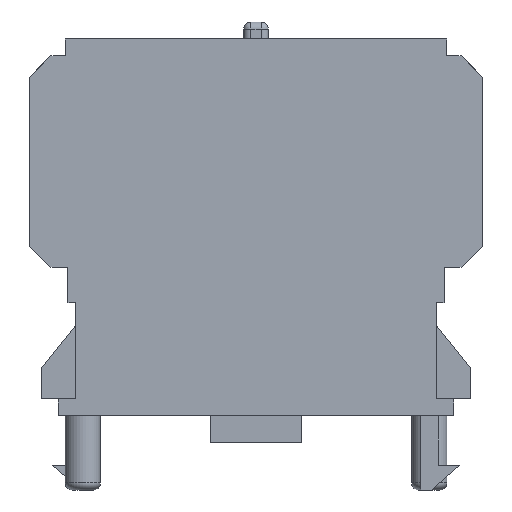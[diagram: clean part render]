
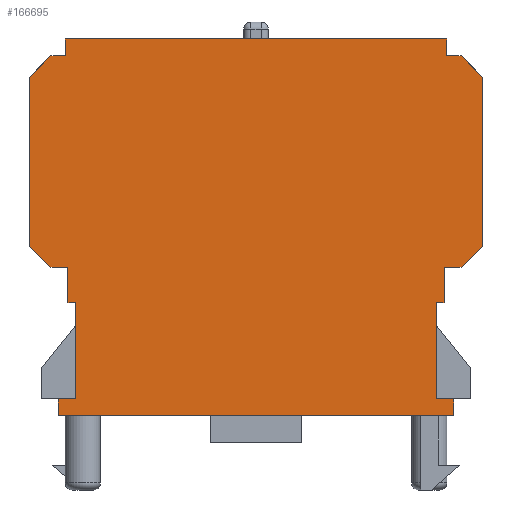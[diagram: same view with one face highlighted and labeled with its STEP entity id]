
A CAD part, left-side view. The second image highlights one B-rep face of the part: STEP entity #166695.
In plain terms, the highlighted planar face has unit normal (-1, 0, 0).
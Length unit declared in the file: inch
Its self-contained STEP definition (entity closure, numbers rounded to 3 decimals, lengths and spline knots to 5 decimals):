
#34358=CARTESIAN_POINT('',(-0.72343,-0.50197,-0.15945));
#34359=VERTEX_POINT('',#34358);
#34366=CARTESIAN_POINT('',(-0.72343,-0.55118,-0.15945));
#34367=VERTEX_POINT('',#34366);
#34368=CARTESIAN_POINT('',(-0.72343,-0.50197,-0.15945));
#34369=DIRECTION('',(0.0,-1.0,0.0));
#34370=VECTOR('',#34369,0.04921);
#34371=LINE('',#34368,#34370);
#34372=EDGE_CURVE('',#34359,#34367,#34371,.T.);
#34902=CARTESIAN_POINT('',(-0.72343,0.55118,-0.15945));
#34903=VERTEX_POINT('',#34902);
#34910=CARTESIAN_POINT('',(-0.72343,0.50197,-0.15945));
#34911=VERTEX_POINT('',#34910);
#34912=CARTESIAN_POINT('',(-0.72343,0.50197,-0.15945));
#34913=DIRECTION('',(0.0,1.0,0.0));
#34914=VECTOR('',#34913,0.04921);
#34915=LINE('',#34912,#34914);
#34916=EDGE_CURVE('',#34911,#34903,#34915,.T.);
#89527=CARTESIAN_POINT('',(-0.72343,-0.5315,0.84252));
#89528=VERTEX_POINT('',#89527);
#89529=CARTESIAN_POINT('',(-0.72343,0.5315,0.84252));
#89530=VERTEX_POINT('',#89529);
#89531=CARTESIAN_POINT('',(-0.72343,-0.5315,0.84252));
#89532=DIRECTION('',(0.0,1.0,0.0));
#89533=VECTOR('',#89532,1.06299);
#89534=LINE('',#89531,#89533);
#89535=EDGE_CURVE('',#89528,#89530,#89534,.T.);
#102053=CARTESIAN_POINT('',(-0.72343,0.5315,0.79528));
#102054=VERTEX_POINT('',#102053);
#102061=CARTESIAN_POINT('',(-0.72343,0.5315,0.84252));
#102062=DIRECTION('',(0.0,0.0,-1.0));
#102063=VECTOR('',#102062,0.04724);
#102064=LINE('',#102061,#102063);
#102065=EDGE_CURVE('',#89530,#102054,#102064,.T.);
#102076=CARTESIAN_POINT('',(-0.72343,-0.5315,0.79528));
#102077=VERTEX_POINT('',#102076);
#102078=CARTESIAN_POINT('',(-0.72343,-0.5315,0.84252));
#102079=DIRECTION('',(0.0,0.0,-1.0));
#102080=VECTOR('',#102079,0.04724);
#102081=LINE('',#102078,#102080);
#102082=EDGE_CURVE('',#89528,#102077,#102081,.T.);
#102263=CARTESIAN_POINT('',(-0.72343,-0.57087,0.79528));
#102264=VERTEX_POINT('',#102263);
#102265=CARTESIAN_POINT('',(-0.72343,-0.57087,0.79528));
#102266=DIRECTION('',(0.0,1.0,0.0));
#102267=VECTOR('',#102266,0.03937);
#102268=LINE('',#102265,#102267);
#102269=EDGE_CURVE('',#102264,#102077,#102268,.T.);
#102326=CARTESIAN_POINT('',(-0.72343,0.57087,0.79528));
#102327=VERTEX_POINT('',#102326);
#102334=CARTESIAN_POINT('',(-0.72343,0.5315,0.79528));
#102335=DIRECTION('',(0.0,1.0,0.0));
#102336=VECTOR('',#102335,0.03937);
#102337=LINE('',#102334,#102336);
#102338=EDGE_CURVE('',#102054,#102327,#102337,.T.);
#143799=CARTESIAN_POINT('',(-0.72343,0.52362,0.20669));
#143800=VERTEX_POINT('',#143799);
#143809=CARTESIAN_POINT('',(-0.72343,0.57087,0.20669));
#143810=VERTEX_POINT('',#143809);
#143811=CARTESIAN_POINT('',(-0.72343,0.57087,0.20669));
#143812=DIRECTION('',(0.0,-1.0,0.0));
#143813=VECTOR('',#143812,0.04724);
#143814=LINE('',#143811,#143813);
#143815=EDGE_CURVE('',#143810,#143800,#143814,.T.);
#143963=CARTESIAN_POINT('',(-0.72343,0.62992,0.73622));
#143964=VERTEX_POINT('',#143963);
#143965=CARTESIAN_POINT('',(-0.72343,0.62992,0.73622));
#143966=DIRECTION('',(0.0,-0.707,0.707));
#143967=VECTOR('',#143966,0.08352);
#143968=LINE('',#143965,#143967);
#143969=EDGE_CURVE('',#143964,#102327,#143968,.T.);
#144059=CARTESIAN_POINT('',(-0.72343,0.62992,0.26575));
#144060=VERTEX_POINT('',#144059);
#144067=CARTESIAN_POINT('',(-0.72343,0.62992,0.26575));
#144068=DIRECTION('',(0.0,0.0,1.0));
#144069=VECTOR('',#144068,0.47047);
#144070=LINE('',#144067,#144069);
#144071=EDGE_CURVE('',#144060,#143964,#144070,.T.);
#144081=CARTESIAN_POINT('',(-0.72343,0.57087,0.20669));
#144082=DIRECTION('',(0.0,0.707,0.707));
#144083=VECTOR('',#144082,0.08352);
#144084=LINE('',#144081,#144083);
#144085=EDGE_CURVE('',#143810,#144060,#144084,.T.);
#145111=CARTESIAN_POINT('',(-0.72343,-0.62992,0.73622));
#145112=VERTEX_POINT('',#145111);
#145113=CARTESIAN_POINT('',(-0.72343,-0.57087,0.79528));
#145114=DIRECTION('',(0.0,-0.707,-0.707));
#145115=VECTOR('',#145114,0.08352);
#145116=LINE('',#145113,#145115);
#145117=EDGE_CURVE('',#102264,#145112,#145116,.T.);
#145207=CARTESIAN_POINT('',(-0.72343,-0.62992,0.26575));
#145208=VERTEX_POINT('',#145207);
#145209=CARTESIAN_POINT('',(-0.72343,-0.62992,0.26575));
#145210=DIRECTION('',(0.0,0.0,1.0));
#145211=VECTOR('',#145210,0.47047);
#145212=LINE('',#145209,#145211);
#145213=EDGE_CURVE('',#145208,#145112,#145212,.T.);
#145255=CARTESIAN_POINT('',(-0.72343,-0.57087,0.20669));
#145256=VERTEX_POINT('',#145255);
#145257=CARTESIAN_POINT('',(-0.72343,-0.62992,0.26575));
#145258=DIRECTION('',(0.,0.707,-0.707));
#145259=VECTOR('',#145258,0.08352);
#145260=LINE('',#145257,#145259);
#145261=EDGE_CURVE('',#145208,#145256,#145260,.T.);
#145277=CARTESIAN_POINT('',(-0.72343,-0.52362,0.20669));
#145278=VERTEX_POINT('',#145277);
#145294=CARTESIAN_POINT('',(-0.72343,-0.52362,0.20669));
#145295=DIRECTION('',(0.0,-1.0,0.0));
#145296=VECTOR('',#145295,0.04724);
#145297=LINE('',#145294,#145296);
#145298=EDGE_CURVE('',#145278,#145256,#145297,.T.);
#158933=CARTESIAN_POINT('',(-0.72343,0.50197,0.10827));
#158934=VERTEX_POINT('',#158933);
#158941=CARTESIAN_POINT('',(-0.72343,0.52362,0.10827));
#158942=VERTEX_POINT('',#158941);
#158943=CARTESIAN_POINT('',(-0.72343,0.50197,0.10827));
#158944=DIRECTION('',(0.0,1.0,0.0));
#158945=VECTOR('',#158944,0.02165);
#158946=LINE('',#158943,#158945);
#158947=EDGE_CURVE('',#158934,#158942,#158946,.T.);
#159040=CARTESIAN_POINT('',(-0.72343,-0.55118,-0.20669));
#159041=VERTEX_POINT('',#159040);
#159048=CARTESIAN_POINT('',(-0.72343,0.55118,-0.20669));
#159049=VERTEX_POINT('',#159048);
#159050=CARTESIAN_POINT('',(-0.72343,0.55118,-0.20669));
#159051=DIRECTION('',(0.0,-1.0,0.0));
#159052=VECTOR('',#159051,1.10236);
#159053=LINE('',#159050,#159052);
#159054=EDGE_CURVE('',#159049,#159041,#159053,.T.);
#161943=CARTESIAN_POINT('',(-0.72343,0.52362,0.10827));
#161944=DIRECTION('',(0.0,0.0,1.0));
#161945=VECTOR('',#161944,0.09843);
#161946=LINE('',#161943,#161945);
#161947=EDGE_CURVE('',#158942,#143800,#161946,.T.);
#162108=CARTESIAN_POINT('',(-0.72343,0.55118,-0.20669));
#162109=DIRECTION('',(0.0,0.0,1.0));
#162110=VECTOR('',#162109,0.04724);
#162111=LINE('',#162108,#162110);
#162112=EDGE_CURVE('',#159049,#34903,#162111,.T.);
#162471=CARTESIAN_POINT('',(-0.72343,-0.52362,0.10827));
#162472=VERTEX_POINT('',#162471);
#162479=CARTESIAN_POINT('',(-0.72343,-0.50197,0.10827));
#162480=VERTEX_POINT('',#162479);
#162481=CARTESIAN_POINT('',(-0.72343,-0.50197,0.10827));
#162482=DIRECTION('',(0.0,-1.0,0.0));
#162483=VECTOR('',#162482,0.02165);
#162484=LINE('',#162481,#162483);
#162485=EDGE_CURVE('',#162480,#162472,#162484,.T.);
#163603=CARTESIAN_POINT('',(-0.72343,-0.55118,-0.20669));
#163604=DIRECTION('',(0.0,0.0,1.0));
#163605=VECTOR('',#163604,0.04724);
#163606=LINE('',#163603,#163605);
#163607=EDGE_CURVE('',#159041,#34367,#163606,.T.);
#163683=CARTESIAN_POINT('',(-0.72343,-0.50197,0.10827));
#163684=DIRECTION('',(0.0,0.0,-1.0));
#163685=VECTOR('',#163684,0.26772);
#163686=LINE('',#163683,#163685);
#163687=EDGE_CURVE('',#162480,#34359,#163686,.T.);
#164999=CARTESIAN_POINT('',(-0.72343,-0.52362,0.10827));
#165000=DIRECTION('',(0.0,0.0,1.0));
#165001=VECTOR('',#165000,0.09843);
#165002=LINE('',#164999,#165001);
#165003=EDGE_CURVE('',#162472,#145278,#165002,.T.);
#166659=CARTESIAN_POINT('',(-0.72343,-0.50197,0.0));
#166660=DIRECTION('',(-1.0,0.0,0.0));
#166661=DIRECTION('',(0.0,0.0,1.0));
#166662=AXIS2_PLACEMENT_3D('',#166659,#166660,#166661);
#166663=PLANE('',#166662);
#166664=ORIENTED_EDGE('',*,*,#161947,.F.);
#166665=ORIENTED_EDGE('',*,*,#158947,.F.);
#166666=CARTESIAN_POINT('',(-0.72343,0.50197,-0.15945));
#166667=DIRECTION('',(0.0,0.0,1.0));
#166668=VECTOR('',#166667,0.26772);
#166669=LINE('',#166666,#166668);
#166670=EDGE_CURVE('',#34911,#158934,#166669,.T.);
#166671=ORIENTED_EDGE('',*,*,#166670,.F.);
#166672=ORIENTED_EDGE('',*,*,#34916,.T.);
#166673=ORIENTED_EDGE('',*,*,#162112,.F.);
#166674=ORIENTED_EDGE('',*,*,#159054,.T.);
#166675=ORIENTED_EDGE('',*,*,#163607,.T.);
#166676=ORIENTED_EDGE('',*,*,#34372,.F.);
#166677=ORIENTED_EDGE('',*,*,#163687,.F.);
#166678=ORIENTED_EDGE('',*,*,#162485,.T.);
#166679=ORIENTED_EDGE('',*,*,#165003,.T.);
#166680=ORIENTED_EDGE('',*,*,#145298,.T.);
#166681=ORIENTED_EDGE('',*,*,#145261,.F.);
#166682=ORIENTED_EDGE('',*,*,#145213,.T.);
#166683=ORIENTED_EDGE('',*,*,#145117,.F.);
#166684=ORIENTED_EDGE('',*,*,#102269,.T.);
#166685=ORIENTED_EDGE('',*,*,#102082,.F.);
#166686=ORIENTED_EDGE('',*,*,#89535,.T.);
#166687=ORIENTED_EDGE('',*,*,#102065,.T.);
#166688=ORIENTED_EDGE('',*,*,#102338,.T.);
#166689=ORIENTED_EDGE('',*,*,#143969,.F.);
#166690=ORIENTED_EDGE('',*,*,#144071,.F.);
#166691=ORIENTED_EDGE('',*,*,#144085,.F.);
#166692=ORIENTED_EDGE('',*,*,#143815,.T.);
#166693=EDGE_LOOP('',(#166664,#166665,#166671,#166672,#166673,#166674,#166675,#166676,#166677,#166678,#166679,#166680,#166681,#166682,#166683,#166684,#166685,#166686,#166687,#166688,#166689,#166690,#166691,#166692));
#166694=FACE_OUTER_BOUND('',#166693,.T.);
#166695=ADVANCED_FACE('',(#166694),#166663,.T.);
